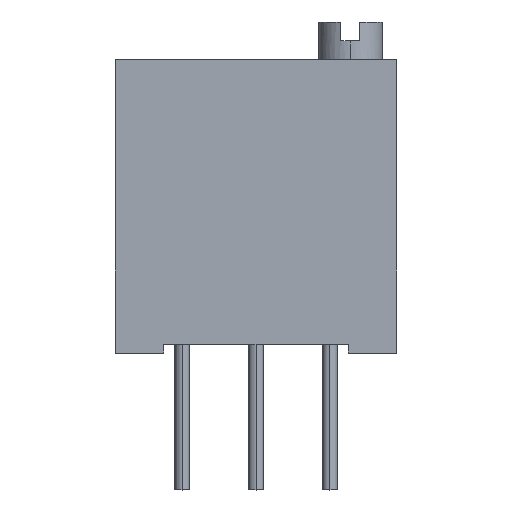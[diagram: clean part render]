
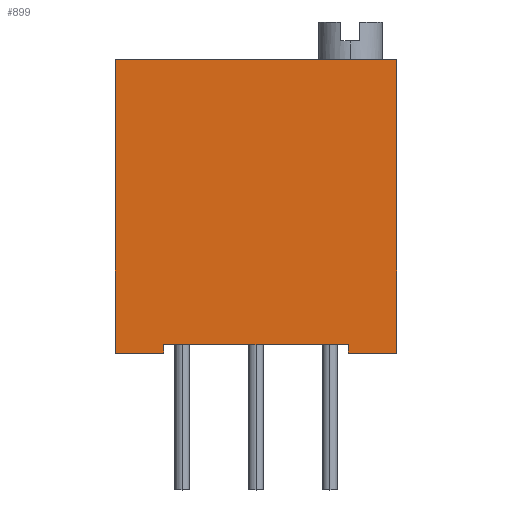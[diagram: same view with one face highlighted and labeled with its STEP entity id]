
A CAD part, top view. The second image highlights one B-rep face of the part: STEP entity #899.
In plain terms, the highlighted planar face has unit normal (0, 0, 1).
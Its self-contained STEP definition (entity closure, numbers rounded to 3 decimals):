
#33 = CARTESIAN_POINT ( 'NONE',  ( -4.85, -10.097, 2.5 ) ) ;
#40 = CARTESIAN_POINT ( 'NONE',  ( -4.85, 0., 2.5 ) ) ;
#61 = EDGE_CURVE ( 'NONE', #841, #585, #311, .T. ) ;
#65 = CARTESIAN_POINT ( 'NONE',  ( -4.85, -9.8, 2.5 ) ) ;
#68 = EDGE_LOOP ( 'NONE', ( #148, #107, #1107, #823, #851, #328, #938, #392 ) ) ;
#75 = VERTEX_POINT ( 'NONE', #977 ) ;
#76 = CARTESIAN_POINT ( 'NONE',  ( -4.85, 0., 2.5 ) ) ;
#107 = ORIENTED_EDGE ( 'NONE', *, *, #759, .F. ) ;
#125 = EDGE_CURVE ( 'NONE', #75, #1046, #845, .T. ) ;
#132 = VECTOR ( 'NONE', #749, 1000. ) ;
#147 = LINE ( 'NONE', #393, #132 ) ;
#148 = ORIENTED_EDGE ( 'NONE', *, *, #358, .F. ) ;
#165 = CARTESIAN_POINT ( 'NONE',  ( -4.85, -9.8, 2.5 ) ) ;
#168 = EDGE_CURVE ( 'NONE', #1046, #788, #982, .T. ) ;
#199 = CARTESIAN_POINT ( 'NONE',  ( -4.85, -10.097, 2.5 ) ) ;
#201 = LINE ( 'NONE', #447, #1132 ) ;
#227 = CARTESIAN_POINT ( 'NONE',  ( 3.166, -9.8, 2.5 ) ) ;
#228 = DIRECTION ( 'NONE',  ( 1., 0., 0. ) ) ;
#260 = DIRECTION ( 'NONE',  ( 0., 0., 1. ) ) ;
#283 = EDGE_CURVE ( 'NONE', #607, #75, #655, .T. ) ;
#304 = VECTOR ( 'NONE', #1066, 1000. ) ;
#311 = LINE ( 'NONE', #438, #957 ) ;
#319 = VECTOR ( 'NONE', #455, 1000. ) ;
#328 = ORIENTED_EDGE ( 'NONE', *, *, #1174, .T. ) ;
#358 = EDGE_CURVE ( 'NONE', #976, #367, #825, .T. ) ;
#367 = VERTEX_POINT ( 'NONE', #773 ) ;
#374 = CARTESIAN_POINT ( 'NONE',  ( 4.85, -10.097, 2.5 ) ) ;
#392 = ORIENTED_EDGE ( 'NONE', *, *, #935, .T. ) ;
#393 = CARTESIAN_POINT ( 'NONE',  ( -4.85, -9.8, 2.5 ) ) ;
#438 = CARTESIAN_POINT ( 'NONE',  ( 4.85, -10.097, 2.5 ) ) ;
#447 = CARTESIAN_POINT ( 'NONE',  ( 4.85, -9.8, 2.5 ) ) ;
#452 = PLANE ( 'NONE',  #826 ) ;
#455 = DIRECTION ( 'NONE',  ( 0., 1., 0. ) ) ;
#534 = DIRECTION ( 'NONE',  ( 1., 0., 0. ) ) ;
#567 = CARTESIAN_POINT ( 'NONE',  ( -3.166, -9.8, 2.5 ) ) ;
#585 = VERTEX_POINT ( 'NONE', #374 ) ;
#589 = CARTESIAN_POINT ( 'NONE',  ( 3.166, -10.097, 2.5 ) ) ;
#607 = VERTEX_POINT ( 'NONE', #199 ) ;
#655 = LINE ( 'NONE', #33, #767 ) ;
#660 = CARTESIAN_POINT ( 'NONE',  ( 3.166, -9.8, 2.5 ) ) ;
#674 = FACE_OUTER_BOUND ( 'NONE', #68, .T. ) ;
#749 = DIRECTION ( 'NONE',  ( 0., 1., 0. ) ) ;
#752 = VECTOR ( 'NONE', #1017, 1000. ) ;
#759 = EDGE_CURVE ( 'NONE', #607, #976, #147, .T. ) ;
#767 = VECTOR ( 'NONE', #228, 1000. ) ;
#773 = CARTESIAN_POINT ( 'NONE',  ( 4.85, 0., 2.5 ) ) ;
#788 = VERTEX_POINT ( 'NONE', #660 ) ;
#823 = ORIENTED_EDGE ( 'NONE', *, *, #125, .T. ) ;
#825 = LINE ( 'NONE', #40, #1010 ) ;
#826 = AXIS2_PLACEMENT_3D ( 'NONE', #165, #260, #883 ) ;
#830 = LINE ( 'NONE', #227, #752 ) ;
#841 = VERTEX_POINT ( 'NONE', #589 ) ;
#845 = LINE ( 'NONE', #966, #319 ) ;
#851 = ORIENTED_EDGE ( 'NONE', *, *, #168, .T. ) ;
#862 = DIRECTION ( 'NONE',  ( 1., 0., 0. ) ) ;
#883 = DIRECTION ( 'NONE',  ( 1., 0., 0. ) ) ;
#899 = ADVANCED_FACE ( 'NONE', ( #674 ), #452, .T. ) ;
#935 = EDGE_CURVE ( 'NONE', #585, #367, #201, .T. ) ;
#938 = ORIENTED_EDGE ( 'NONE', *, *, #61, .T. ) ;
#957 = VECTOR ( 'NONE', #534, 1000. ) ;
#966 = CARTESIAN_POINT ( 'NONE',  ( -3.166, -9.8, 2.5 ) ) ;
#976 = VERTEX_POINT ( 'NONE', #76 ) ;
#977 = CARTESIAN_POINT ( 'NONE',  ( -3.166, -10.097, 2.5 ) ) ;
#982 = LINE ( 'NONE', #65, #304 ) ;
#983 = DIRECTION ( 'NONE',  ( 0., 1., 0. ) ) ;
#1010 = VECTOR ( 'NONE', #862, 1000. ) ;
#1017 = DIRECTION ( 'NONE',  ( 0., -1., 0. ) ) ;
#1046 = VERTEX_POINT ( 'NONE', #567 ) ;
#1066 = DIRECTION ( 'NONE',  ( 1., 0., 0. ) ) ;
#1107 = ORIENTED_EDGE ( 'NONE', *, *, #283, .T. ) ;
#1132 = VECTOR ( 'NONE', #983, 1000. ) ;
#1174 = EDGE_CURVE ( 'NONE', #788, #841, #830, .T. ) ;
